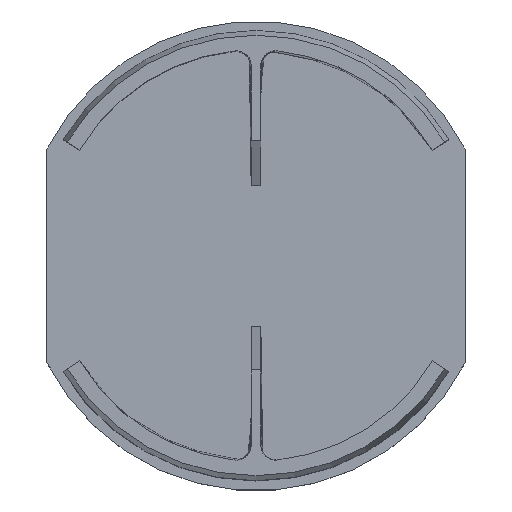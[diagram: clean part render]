
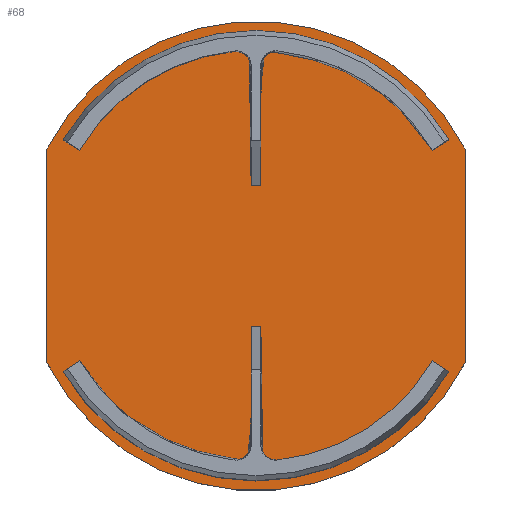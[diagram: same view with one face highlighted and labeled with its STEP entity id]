
A CAD part, top view. The second image highlights one B-rep face of the part: STEP entity #68.
In plain terms, the highlighted planar face has unit normal (0, 0, 1).
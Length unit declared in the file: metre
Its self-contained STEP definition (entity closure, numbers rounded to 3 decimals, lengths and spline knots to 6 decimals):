
#68=ADVANCED_FACE('',(#143,#144,#145),#146,.T.);
#143=FACE_BOUND('',#225,.T.);
#144=FACE_OUTER_BOUND('',#226,.T.);
#145=FACE_BOUND('',#227,.T.);
#146=PLANE('',#228);
#225=EDGE_LOOP('',(#369,#370,#371,#372,#373,#374,#375));
#226=EDGE_LOOP('',(#376,#377,#378,#379));
#227=EDGE_LOOP('',(#380,#381,#382,#383,#384,#385,#386));
#228=AXIS2_PLACEMENT_3D('',#387,#388,#389);
#369=ORIENTED_EDGE('',*,*,#585,.T.);
#370=ORIENTED_EDGE('',*,*,#586,.T.);
#371=ORIENTED_EDGE('',*,*,#587,.T.);
#372=ORIENTED_EDGE('',*,*,#555,.T.);
#373=ORIENTED_EDGE('',*,*,#551,.T.);
#374=ORIENTED_EDGE('',*,*,#547,.T.);
#375=ORIENTED_EDGE('',*,*,#588,.T.);
#376=ORIENTED_EDGE('',*,*,#589,.F.);
#377=ORIENTED_EDGE('',*,*,#590,.F.);
#378=ORIENTED_EDGE('',*,*,#591,.F.);
#379=ORIENTED_EDGE('',*,*,#592,.F.);
#380=ORIENTED_EDGE('',*,*,#593,.T.);
#381=ORIENTED_EDGE('',*,*,#577,.T.);
#382=ORIENTED_EDGE('',*,*,#574,.T.);
#383=ORIENTED_EDGE('',*,*,#570,.T.);
#384=ORIENTED_EDGE('',*,*,#566,.T.);
#385=ORIENTED_EDGE('',*,*,#562,.T.);
#386=ORIENTED_EDGE('',*,*,#594,.T.);
#387=CARTESIAN_POINT('',(0.,0.02415,0.0));
#388=DIRECTION('',(0.0,0.0,1.0));
#389=DIRECTION('',(1.0,0.0,-0.0));
#547=EDGE_CURVE('',#627,#634,#636,.T.);
#551=EDGE_CURVE('',#638,#627,#642,.T.);
#555=EDGE_CURVE('',#648,#638,#649,.T.);
#562=EDGE_CURVE('',#652,#659,#661,.T.);
#566=EDGE_CURVE('',#663,#652,#667,.T.);
#570=EDGE_CURVE('',#673,#663,#674,.T.);
#574=EDGE_CURVE('',#679,#673,#680,.T.);
#577=EDGE_CURVE('',#683,#679,#684,.T.);
#585=EDGE_CURVE('',#693,#694,#695,.T.);
#586=EDGE_CURVE('',#694,#696,#697,.T.);
#587=EDGE_CURVE('',#696,#648,#698,.T.);
#588=EDGE_CURVE('',#634,#693,#699,.T.);
#589=EDGE_CURVE('',#700,#701,#702,.T.);
#590=EDGE_CURVE('',#703,#700,#704,.T.);
#591=EDGE_CURVE('',#705,#703,#706,.T.);
#592=EDGE_CURVE('',#701,#705,#707,.T.);
#593=EDGE_CURVE('',#708,#683,#709,.T.);
#594=EDGE_CURVE('',#659,#708,#710,.T.);
#627=VERTEX_POINT('',#751);
#634=VERTEX_POINT('',#763);
#636=LINE('',#766,#767);
#638=VERTEX_POINT('',#769);
#642=CIRCLE('',#774,0.02315);
#648=VERTEX_POINT('',#784);
#649=LINE('',#785,#786);
#652=VERTEX_POINT('',#790);
#659=VERTEX_POINT('',#802);
#661=LINE('',#805,#806);
#663=VERTEX_POINT('',#808);
#667=CIRCLE('',#813,0.02315);
#673=VERTEX_POINT('',#823);
#674=LINE('',#824,#825);
#679=VERTEX_POINT('',#831);
#680=CIRCLE('',#832,0.02115);
#683=VERTEX_POINT('',#836);
#684=(B_SPLINE_CURVE(3,(#838,#839,#840,#841,#842,#843,#844),.UNSPECIFIED.,.F.,.F.)B_SPLINE_CURVE_WITH_KNOTS((4,3,4),(0.887761,0.978822,1.0),.UNSPECIFIED.)RATIONAL_B_SPLINE_CURVE((1.0,1.0,1.0,1.0,0.78,0.78,1.0))BOUNDED_CURVE()REPRESENTATION_ITEM('')GEOMETRIC_REPRESENTATION_ITEM()CURVE());
#693=VERTEX_POINT('',#873);
#694=VERTEX_POINT('',#874);
#695=LINE('',#875,#876);
#696=VERTEX_POINT('',#877);
#697=(B_SPLINE_CURVE(3,(#879,#880,#881,#882,#883,#884,#885),.UNSPECIFIED.,.F.,.F.)B_SPLINE_CURVE_WITH_KNOTS((4,3,4),(0.887761,0.978822,1.0),.UNSPECIFIED.)RATIONAL_B_SPLINE_CURVE((1.0,1.0,1.0,1.0,0.78,0.78,1.0))BOUNDED_CURVE()REPRESENTATION_ITEM('')GEOMETRIC_REPRESENTATION_ITEM()CURVE());
#698=CIRCLE('',#892,0.02115);
#699=(B_SPLINE_CURVE(3,(#894,#895,#896,#897,#898,#899,#900,#901,#902,#903),.UNSPECIFIED.,.F.,.F.)B_SPLINE_CURVE_WITH_KNOTS((4,3,3,4),(0.61646,0.768102,0.78928,0.880341),.UNSPECIFIED.)RATIONAL_B_SPLINE_CURVE((1.0,0.929,0.929,1.0,0.78,0.78,1.0,1.0,1.0,1.0))BOUNDED_CURVE()REPRESENTATION_ITEM('')GEOMETRIC_REPRESENTATION_ITEM()CURVE());
#700=VERTEX_POINT('',#910);
#701=VERTEX_POINT('',#911);
#702=CIRCLE('',#912,0.02415);
#703=VERTEX_POINT('',#913);
#704=LINE('',#914,#915);
#705=VERTEX_POINT('',#916);
#706=CIRCLE('',#917,0.02415);
#707=LINE('',#918,#919);
#708=VERTEX_POINT('',#920);
#709=LINE('',#921,#922);
#710=(B_SPLINE_CURVE(3,(#924,#925,#926,#927,#928,#929,#930,#931,#932,#933),.UNSPECIFIED.,.F.,.F.)B_SPLINE_CURVE_WITH_KNOTS((4,3,3,4),(0.61646,0.768102,0.78928,0.880341),.UNSPECIFIED.)RATIONAL_B_SPLINE_CURVE((1.0,0.929,0.929,1.0,0.78,0.78,1.0,1.0,1.0,1.0))BOUNDED_CURVE()REPRESENTATION_ITEM('')GEOMETRIC_REPRESENTATION_ITEM()CURVE());
#751=CARTESIAN_POINT('',(-0.019843,-0.011924,0.0));
#763=CARTESIAN_POINT('',(-0.018164,-0.010834,0.0));
#766=CARTESIAN_POINT('',(-0.019003,-0.011379,0.0));
#767=VECTOR('',#1039,1.0);
#769=CARTESIAN_POINT('',(0.019843,-0.011924,0.0));
#774=AXIS2_PLACEMENT_3D('',#1044,#1045,#1046);
#784=CARTESIAN_POINT('',(0.018164,-0.010834,0.0));
#785=CARTESIAN_POINT('',(0.019003,-0.011379,0.0));
#786=VECTOR('',#1048,1.0);
#790=CARTESIAN_POINT('',(0.019843,0.011924,0.0));
#802=CARTESIAN_POINT('',(0.018164,0.010834,0.0));
#805=CARTESIAN_POINT('',(0.019003,0.011379,0.0));
#806=VECTOR('',#1053,1.0);
#808=CARTESIAN_POINT('',(-0.019843,0.011924,0.0));
#813=AXIS2_PLACEMENT_3D('',#1058,#1059,#1060);
#823=CARTESIAN_POINT('',(-0.018164,0.010834,0.0));
#824=CARTESIAN_POINT('',(-0.019003,0.011379,0.0));
#825=VECTOR('',#1062,1.0);
#831=CARTESIAN_POINT('',(-0.002153,0.02104,0.0));
#832=AXIS2_PLACEMENT_3D('',#1067,#1068,#1069);
#836=CARTESIAN_POINT('',(-0.0005,0.007275,0.0));
#838=CARTESIAN_POINT('',(-0.0005,0.007275,0.0));
#839=CARTESIAN_POINT('',(-0.0005,0.011366,0.0));
#840=CARTESIAN_POINT('',(-0.0005,0.015457,0.0));
#841=CARTESIAN_POINT('',(-0.0005,0.019548,0.0));
#842=CARTESIAN_POINT('',(-0.0005,0.020499,0.0));
#843=CARTESIAN_POINT('',(-0.001206,0.021137,0.0));
#844=CARTESIAN_POINT('',(-0.002153,0.02104,0.0));
#873=CARTESIAN_POINT('',(-0.0005,-0.007275,0.0));
#874=CARTESIAN_POINT('',(0.0005,-0.007275,0.0));
#875=CARTESIAN_POINT('',(0.,-0.007275,0.0));
#876=VECTOR('',#1078,1.0);
#877=CARTESIAN_POINT('',(0.002153,-0.02104,0.0));
#879=CARTESIAN_POINT('',(0.0005,-0.007275,0.0));
#880=CARTESIAN_POINT('',(0.0005,-0.011366,0.0));
#881=CARTESIAN_POINT('',(0.0005,-0.015457,0.0));
#882=CARTESIAN_POINT('',(0.0005,-0.019548,0.0));
#883=CARTESIAN_POINT('',(0.0005,-0.020499,0.0));
#884=CARTESIAN_POINT('',(0.001206,-0.021137,0.0));
#885=CARTESIAN_POINT('',(0.002153,-0.02104,0.0));
#892=AXIS2_PLACEMENT_3D('',#1079,#1080,#1081);
#894=CARTESIAN_POINT('',(-0.018164,-0.010834,0.0));
#895=CARTESIAN_POINT('',(-0.014674,-0.016685,0.0));
#896=CARTESIAN_POINT('',(-0.00893,-0.020347,0.0));
#897=CARTESIAN_POINT('',(-0.002153,-0.02104,0.0));
#898=CARTESIAN_POINT('',(-0.001206,-0.021137,0.0));
#899=CARTESIAN_POINT('',(-0.0005,-0.020499,0.0));
#900=CARTESIAN_POINT('',(-0.0005,-0.019548,0.0));
#901=CARTESIAN_POINT('',(-0.0005,-0.015457,0.0));
#902=CARTESIAN_POINT('',(-0.0005,-0.011366,0.0));
#903=CARTESIAN_POINT('',(-0.0005,-0.007275,0.0));
#910=CARTESIAN_POINT('',(-0.0215,0.010999,0.0));
#911=CARTESIAN_POINT('',(0.0215,0.010999,0.0));
#912=AXIS2_PLACEMENT_3D('',#1082,#1083,#1084);
#913=CARTESIAN_POINT('',(-0.0215,-0.010999,0.0));
#914=CARTESIAN_POINT('',(-0.0215,0.,0.0));
#915=VECTOR('',#1085,1.0);
#916=CARTESIAN_POINT('',(0.0215,-0.010999,0.0));
#917=AXIS2_PLACEMENT_3D('',#1086,#1087,#1088);
#918=CARTESIAN_POINT('',(0.0215,0.,0.0));
#919=VECTOR('',#1089,1.0);
#920=CARTESIAN_POINT('',(0.0005,0.007275,0.0));
#921=CARTESIAN_POINT('',(0.,0.007275,0.0));
#922=VECTOR('',#1090,1.0);
#924=CARTESIAN_POINT('',(0.018164,0.010834,0.0));
#925=CARTESIAN_POINT('',(0.014674,0.016685,0.0));
#926=CARTESIAN_POINT('',(0.00893,0.020347,0.0));
#927=CARTESIAN_POINT('',(0.002153,0.02104,0.0));
#928=CARTESIAN_POINT('',(0.001206,0.021137,0.0));
#929=CARTESIAN_POINT('',(0.0005,0.020499,0.0));
#930=CARTESIAN_POINT('',(0.0005,0.019548,0.0));
#931=CARTESIAN_POINT('',(0.0005,0.015457,0.0));
#932=CARTESIAN_POINT('',(0.0005,0.011366,0.0));
#933=CARTESIAN_POINT('',(0.0005,0.007275,0.0));
#1039=DIRECTION('',(0.839,0.545,0.0));
#1044=CARTESIAN_POINT('',(0.,0.,0.0));
#1045=DIRECTION('',(0.0,-0.0,-1.0));
#1046=DIRECTION('',(0.857,-0.515,0.0));
#1048=DIRECTION('',(0.839,-0.545,0.0));
#1053=DIRECTION('',(-0.839,-0.545,0.0));
#1058=CARTESIAN_POINT('',(0.,0.,0.0));
#1059=DIRECTION('',(0.0,0.0,-1.0));
#1060=DIRECTION('',(-0.857,0.515,0.0));
#1062=DIRECTION('',(-0.839,0.545,0.0));
#1067=CARTESIAN_POINT('',(0.,0.,0.0));
#1068=DIRECTION('',(0.0,0.0,1.0));
#1069=DIRECTION('',(-0.102,0.995,0.0));
#1078=DIRECTION('',(1.0,0.,0.0));
#1079=CARTESIAN_POINT('',(0.,0.,0.0));
#1080=DIRECTION('',(0.0,0.0,1.0));
#1081=DIRECTION('',(0.102,-0.995,0.0));
#1082=CARTESIAN_POINT('',(0.0,0.,0.0));
#1083=DIRECTION('',(0.0,0.0,-1.0));
#1084=DIRECTION('',(-0.89,0.455,0.0));
#1085=DIRECTION('',(0.,1.0,0.0));
#1086=CARTESIAN_POINT('',(0.,0.,0.0));
#1087=DIRECTION('',(0.0,-0.0,-1.0));
#1088=DIRECTION('',(0.89,-0.455,0.0));
#1089=DIRECTION('',(0.,-1.0,0.0));
#1090=DIRECTION('',(-1.0,0.,0.0));
